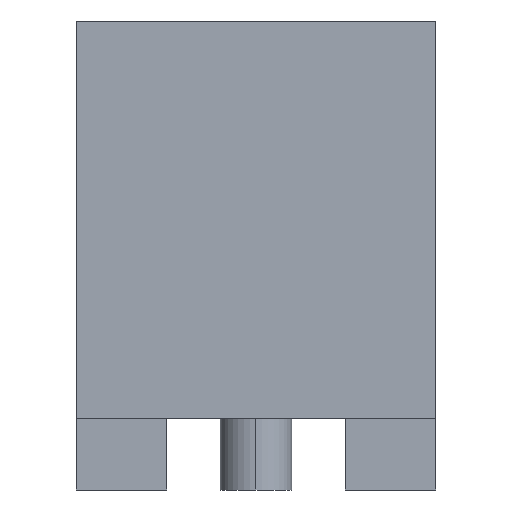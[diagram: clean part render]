
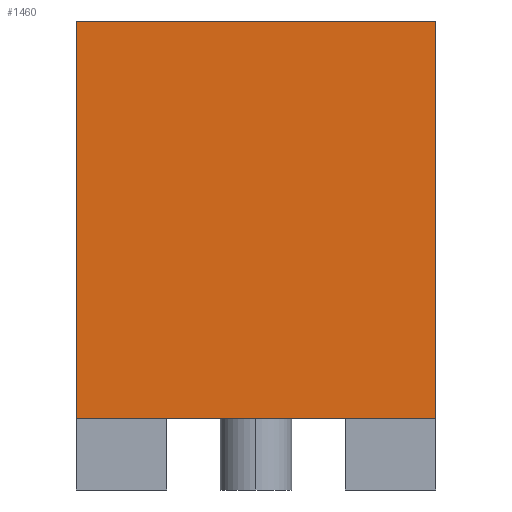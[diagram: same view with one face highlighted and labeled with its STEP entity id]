
A CAD part, left-side view. The second image highlights one B-rep face of the part: STEP entity #1460.
In plain terms, the highlighted planar face has unit normal (-1, 0, 0).
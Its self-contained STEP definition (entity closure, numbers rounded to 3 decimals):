
#1397=CARTESIAN_POINT('',(-3.175,-3.175,8.26));
#1398=VERTEX_POINT('',#1397);
#1405=CARTESIAN_POINT('',(-3.175,-3.175,1.27));
#1406=VERTEX_POINT('',#1405);
#1407=CARTESIAN_POINT('',(-3.175,-3.175,1.27));
#1408=DIRECTION('',(0.0,0.0,1.0));
#1409=VECTOR('',#1408,6.99);
#1410=LINE('',#1407,#1409);
#1411=EDGE_CURVE('',#1406,#1398,#1410,.T.);
#1430=CARTESIAN_POINT('',(-3.175,-3.175,1.27));
#1431=DIRECTION('',(-1.0,0.0,0.0));
#1432=DIRECTION('',(0.0,0.0,-1.0));
#1433=AXIS2_PLACEMENT_3D('',#1430,#1431,#1432);
#1434=PLANE('',#1433);
#1435=CARTESIAN_POINT('',(-3.175,3.175,8.26));
#1436=VERTEX_POINT('',#1435);
#1437=CARTESIAN_POINT('',(-3.175,-3.175,8.26));
#1438=DIRECTION('',(0.0,1.0,0.0));
#1439=VECTOR('',#1438,6.35);
#1440=LINE('',#1437,#1439);
#1441=EDGE_CURVE('',#1398,#1436,#1440,.T.);
#1442=ORIENTED_EDGE('',*,*,#1441,.T.);
#1443=CARTESIAN_POINT('',(-3.175,3.175,1.27));
#1444=VERTEX_POINT('',#1443);
#1445=CARTESIAN_POINT('',(-3.175,3.175,1.27));
#1446=DIRECTION('',(0.0,0.0,1.0));
#1447=VECTOR('',#1446,6.99);
#1448=LINE('',#1445,#1447);
#1449=EDGE_CURVE('',#1444,#1436,#1448,.T.);
#1450=ORIENTED_EDGE('',*,*,#1449,.F.);
#1451=CARTESIAN_POINT('',(-3.175,3.175,1.27));
#1452=DIRECTION('',(0.0,-1.0,0.0));
#1453=VECTOR('',#1452,6.35);
#1454=LINE('',#1451,#1453);
#1455=EDGE_CURVE('',#1444,#1406,#1454,.T.);
#1456=ORIENTED_EDGE('',*,*,#1455,.T.);
#1457=ORIENTED_EDGE('',*,*,#1411,.T.);
#1458=EDGE_LOOP('',(#1442,#1450,#1456,#1457));
#1459=FACE_OUTER_BOUND('',#1458,.T.);
#1460=ADVANCED_FACE('',(#1459),#1434,.T.);
